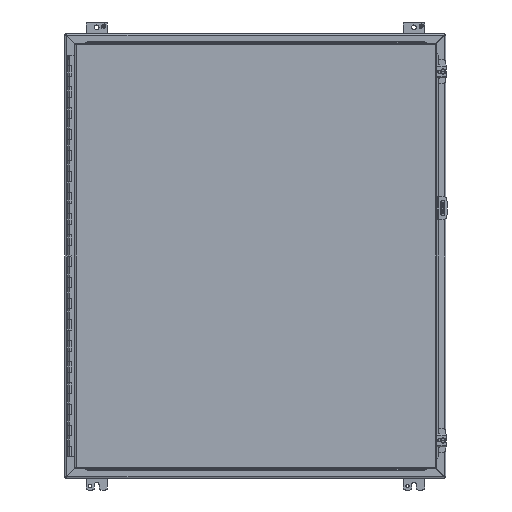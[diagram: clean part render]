
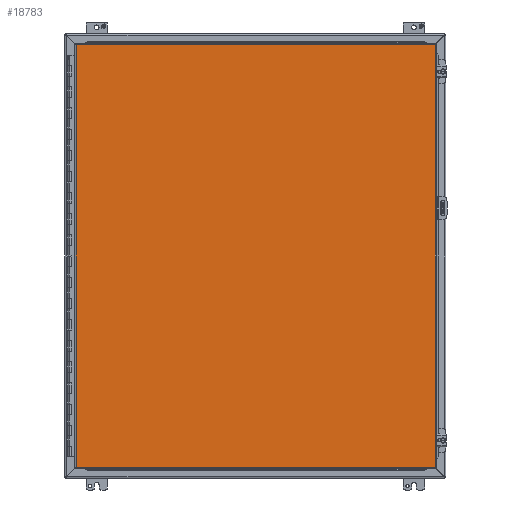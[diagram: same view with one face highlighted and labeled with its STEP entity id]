
A CAD part, front view. The second image highlights one B-rep face of the part: STEP entity #18783.
In plain terms, the highlighted planar face has unit normal (0, -1, 0).
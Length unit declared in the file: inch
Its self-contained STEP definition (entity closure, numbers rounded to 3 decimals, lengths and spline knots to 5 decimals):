
#3212 = VECTOR ( 'NONE', #22121, 39.37008 ) ;
#6257 = FACE_OUTER_BOUND ( 'NONE', #45734, .T. ) ;
#6775 = CARTESIAN_POINT ( 'NONE',  ( -16.955, -13.185, 19.9945 ) ) ;
#7891 = CARTESIAN_POINT ( 'NONE',  ( 17.017, -13.185, 19.9945 ) ) ;
#8043 = EDGE_CURVE ( 'NONE', #47256, #49761, #15692, .T. ) ;
#8734 = CARTESIAN_POINT ( 'NONE',  ( 17.017, -13.185, -19.9945 ) ) ;
#9252 = VECTOR ( 'NONE', #49452, 39.37008 ) ;
#9326 = DIRECTION ( 'NONE',  ( 0., 0., -1. ) ) ;
#9563 = VERTEX_POINT ( 'NONE', #45620 ) ;
#9877 = DIRECTION ( 'NONE',  ( 0., 0., 1. ) ) ;
#10946 = CARTESIAN_POINT ( 'NONE',  ( 17.017, -13.185, 19.9945 ) ) ;
#11602 = EDGE_CURVE ( 'NONE', #9563, #47256, #37474, .T. ) ;
#12311 = CARTESIAN_POINT ( 'NONE',  ( -16.955, -13.185, -19.9945 ) ) ;
#15407 = ORIENTED_EDGE ( 'NONE', *, *, #11602, .F. ) ;
#15599 = VECTOR ( 'NONE', #9877, 39.37008 ) ;
#15692 = LINE ( 'NONE', #7891, #9252 ) ;
#15837 = EDGE_CURVE ( 'NONE', #43267, #9563, #37022, .T. ) ;
#16842 = CARTESIAN_POINT ( 'NONE',  ( -16.955, -13.185, -19.9945 ) ) ;
#18783 = ADVANCED_FACE ( 'NONE', ( #6257 ), #21594, .T. ) ;
#20532 = LINE ( 'NONE', #8734, #26080 ) ;
#20541 = CARTESIAN_POINT ( 'NONE',  ( 17.017, -13.185, -19.9945 ) ) ;
#21594 = PLANE ( 'NONE',  #40394 ) ;
#22121 = DIRECTION ( 'NONE',  ( 1., 0., 0. ) ) ;
#22299 = EDGE_CURVE ( 'NONE', #49761, #43267, #20532, .T. ) ;
#26080 = VECTOR ( 'NONE', #31111, 39.37008 ) ;
#30558 = ORIENTED_EDGE ( 'NONE', *, *, #8043, .F. ) ;
#31111 = DIRECTION ( 'NONE',  ( -1., 0., 0. ) ) ;
#36472 = DIRECTION ( 'NONE',  ( 0., -1., 0. ) ) ;
#37022 = LINE ( 'NONE', #41550, #15599 ) ;
#37474 = LINE ( 'NONE', #6775, #3212 ) ;
#40394 = AXIS2_PLACEMENT_3D ( 'NONE', #16842, #36472, #9326 ) ;
#41550 = CARTESIAN_POINT ( 'NONE',  ( -16.955, -13.185, -19.9945 ) ) ;
#43267 = VERTEX_POINT ( 'NONE', #12311 ) ;
#45620 = CARTESIAN_POINT ( 'NONE',  ( -16.955, -13.185, 19.9945 ) ) ;
#45734 = EDGE_LOOP ( 'NONE', ( #30558, #15407, #47344, #49613 ) ) ;
#47256 = VERTEX_POINT ( 'NONE', #10946 ) ;
#47344 = ORIENTED_EDGE ( 'NONE', *, *, #15837, .F. ) ;
#49452 = DIRECTION ( 'NONE',  ( 0., 0., -1. ) ) ;
#49613 = ORIENTED_EDGE ( 'NONE', *, *, #22299, .F. ) ;
#49761 = VERTEX_POINT ( 'NONE', #20541 ) ;
